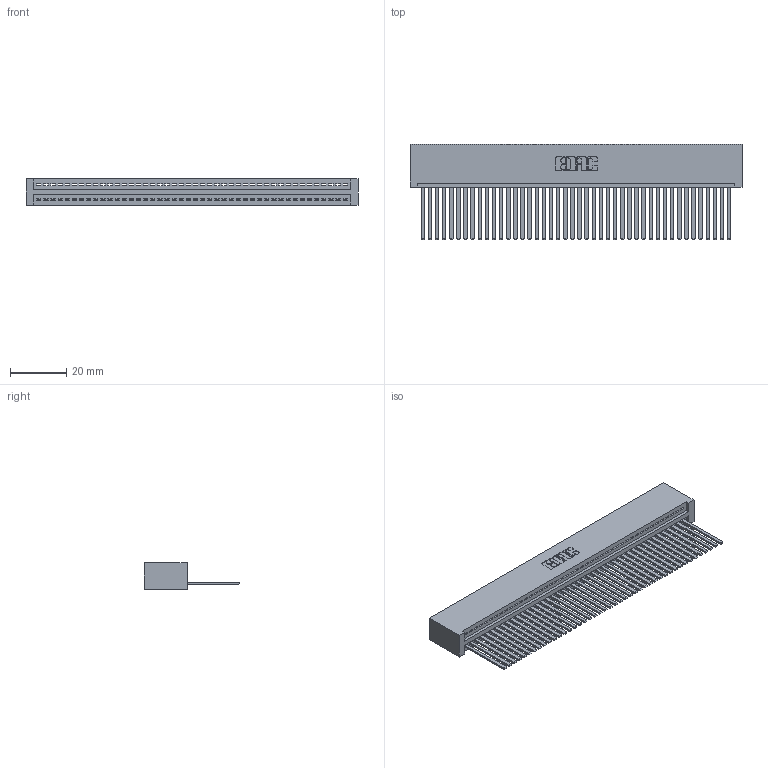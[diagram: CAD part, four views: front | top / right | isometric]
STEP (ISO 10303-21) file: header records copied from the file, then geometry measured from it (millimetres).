
FILE_DESCRIPTION (( 'STEP AP203' ), '1' );
FILE_NAME ('345-044-544-101.STEP', '2019-10-08T19:46:49', ( '' ), ( '' ), 'SwSTEP 2.0', 'SolidWorks 2016', '' );
FILE_SCHEMA (( 'CONFIG_CONTROL_DESIGN' ));
Length unit declared in the file: inch
Products named in the file (3): 345 Part_No Mounting Lugs; 345-292-001_345-293-144; 345-044-544-101
Assembly tree (45 placements, depth 2):
  345-044-544-101
    345 Part_No Mounting Lugs
    345-292-001_345-293-144  x44
Bounding box: 118.36 x 33.96 x 9.4 mm (x, y, z)
Volume: 12352.7 mm3; surface area: 18162.7 mm2
Topology: 45 solids, 45 shells, 2406 faces, 7269 edges, 4786 vertices
Faces by surface type: plane 1660, cylinder 746
Entity records: 32385 total; most frequent: CARTESIAN_POINT 5616, ORIENTED_EDGE 5594, DIRECTION 4893, EDGE_CURVE 2797, LINE 2501, VECTOR 2501, VERTEX_POINT 1862, AXIS2_PLACEMENT_3D 1196
